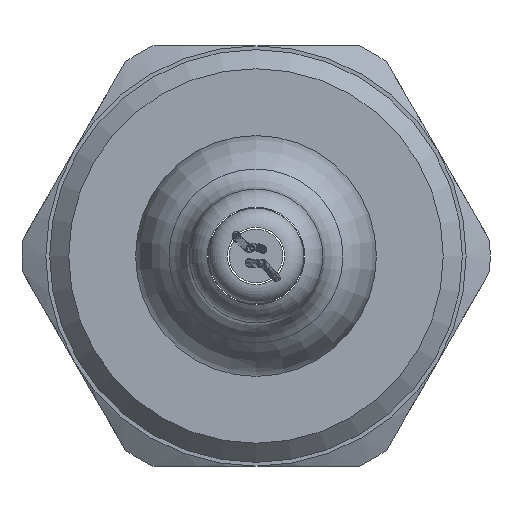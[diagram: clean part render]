
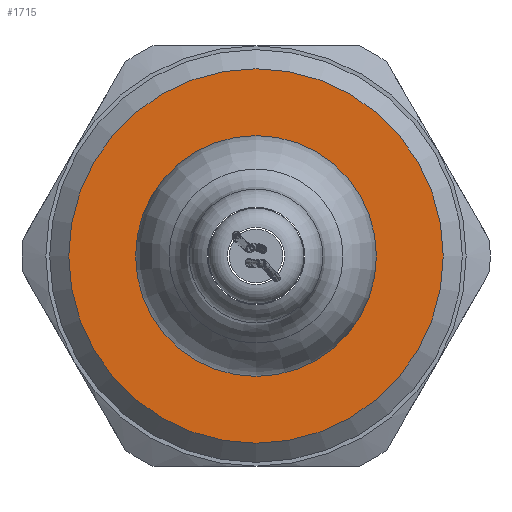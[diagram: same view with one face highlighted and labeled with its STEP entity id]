
A CAD part, front view. The second image highlights one B-rep face of the part: STEP entity #1715.
In plain terms, the highlighted planar face has unit normal (0, -1, 0).
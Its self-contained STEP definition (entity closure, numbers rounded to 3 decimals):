
#300 = CIRCLE ( 'NONE', #566, 3.75 ) ;
#349 = CARTESIAN_POINT ( 'NONE',  ( 0., -40.253, 0. ) ) ;
#474 = EDGE_CURVE ( 'NONE', #2147, #2147, #300, .T. ) ;
#566 = AXIS2_PLACEMENT_3D ( 'NONE', #349, #1167, #1897 ) ;
#576 = PLANE ( 'NONE',  #2459 ) ;
#630 = DIRECTION ( 'NONE',  ( 0., 1., 0. ) ) ;
#760 = CARTESIAN_POINT ( 'NONE',  ( 0., -40.253, 0. ) ) ;
#1036 = DIRECTION ( 'NONE',  ( 0., 0., -1. ) ) ;
#1167 = DIRECTION ( 'NONE',  ( 0., -1., 0. ) ) ;
#1339 = CARTESIAN_POINT ( 'NONE',  ( -9.8, -40.253, 0. ) ) ;
#1379 = ORIENTED_EDGE ( 'NONE', *, *, #1470, .T. ) ;
#1409 = AXIS2_PLACEMENT_3D ( 'NONE', #760, #2427, #1036 ) ;
#1424 = FACE_BOUND ( 'NONE', #2162, .T. ) ;
#1470 = EDGE_CURVE ( 'NONE', #2180, #2180, #2601, .T. ) ;
#1715 = ADVANCED_FACE ( 'NONE', ( #1424, #2455 ), #576, .F. ) ;
#1881 = DIRECTION ( 'NONE',  ( 0., 0., 1. ) ) ;
#1897 = DIRECTION ( 'NONE',  ( 0., 0., -1. ) ) ;
#1914 = CARTESIAN_POINT ( 'NONE',  ( 0., -40.253, -9.8 ) ) ;
#1917 = EDGE_LOOP ( 'NONE', ( #1379 ) ) ;
#2147 = VERTEX_POINT ( 'NONE', #2424 ) ;
#2162 = EDGE_LOOP ( 'NONE', ( #2501 ) ) ;
#2180 = VERTEX_POINT ( 'NONE', #1914 ) ;
#2424 = CARTESIAN_POINT ( 'NONE',  ( 0., -40.253, -3.75 ) ) ;
#2427 = DIRECTION ( 'NONE',  ( 0., -1., 0. ) ) ;
#2455 = FACE_OUTER_BOUND ( 'NONE', #1917, .T. ) ;
#2459 = AXIS2_PLACEMENT_3D ( 'NONE', #1339, #630, #1881 ) ;
#2501 = ORIENTED_EDGE ( 'NONE', *, *, #474, .F. ) ;
#2601 = CIRCLE ( 'NONE', #1409, 9.8 ) ;
